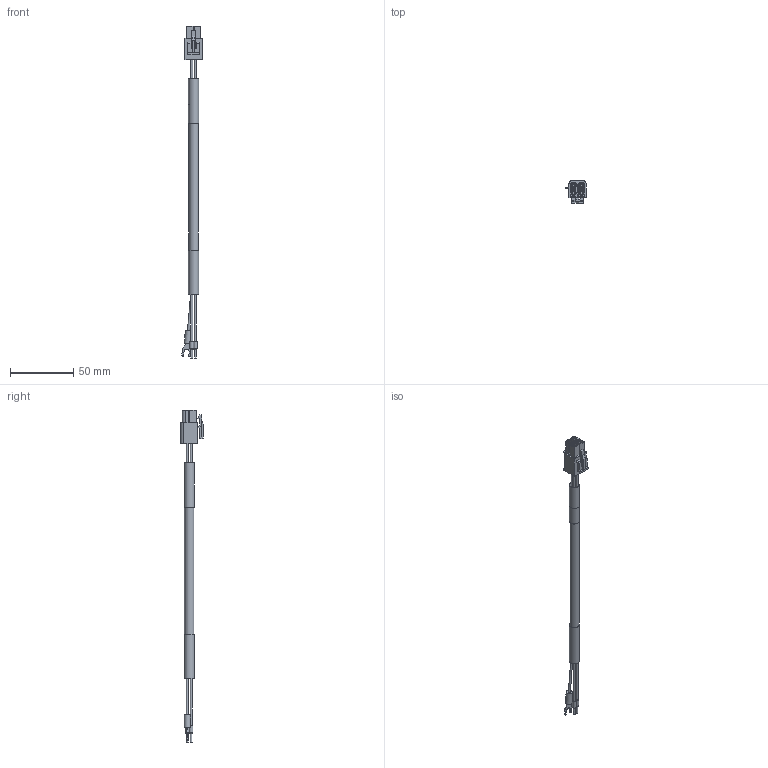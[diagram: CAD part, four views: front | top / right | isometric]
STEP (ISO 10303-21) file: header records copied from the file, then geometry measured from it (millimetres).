
FILE_DESCRIPTION(/* description */ ('STEP AP214'),/* implementation_level */ '2;1');
FILE_NAME(/* name */ '5219199_NEBM-H6G4-E-7_5-Q13N-LE4',/* time_stamp */ '2024-09-12T18:22:19+02:00',/* author */ ('License CC BY-ND 4.0'),/* organization */ ('CADENAS'),/* preprocessor_version */ 'ST-DEVELOPER v19.3',/* originating_system */ 'PARTsolutions',/* authorisation */ ' ');
FILE_SCHEMA (('INTEGRATED_CNC_SCHEMA','AUTOMOTIVE_DESIGN {1 0 10303 214 3 1 1}'));
Length unit declared in the file: millimetre
Products named in the file (1): 5219199 NEBM-H6G4-E-7.5-Q13N-LE4
Bounding box: 15.96 x 18 x 261.6 mm (x, y, z)
Volume: 11676 mm3; surface area: 10256.6 mm2
Topology: 1 solids, 1 shells, 129 faces, 303 edges, 202 vertices
Faces by surface type: plane 83, cylinder 43, cone 3
Full cylindrical faces by diameter (mm): 1.5 x3, 1.6 x8, 2 x4, 2.5 x4, 4 x4, 5 x1, 7.4 x2, 8 x2
Entity records: 4412 total; most frequent: DIRECTION 606, CARTESIAN_POINT 590, ORIENTED_EDGE 524, EDGE_CURVE 262, AXIS2_PLACEMENT_3D 216, EDGE_LOOP 198, FACE_BOUND 198, VERTEX_POINT 192
